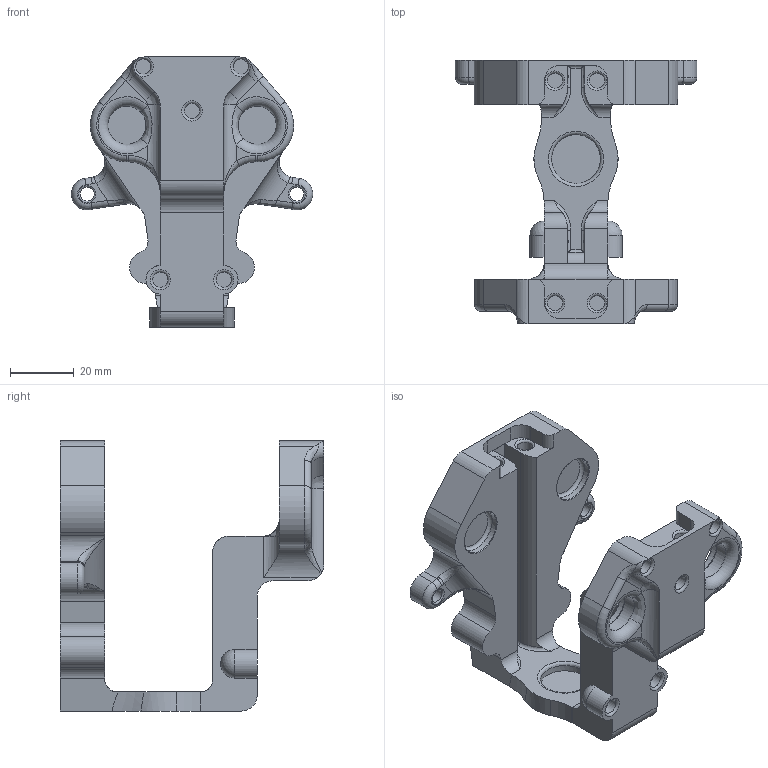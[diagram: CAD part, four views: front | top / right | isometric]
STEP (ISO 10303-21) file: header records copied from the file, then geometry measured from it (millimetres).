
FILE_DESCRIPTION(/* description */ (''),/* implementation_level */ '2;1');
FILE_NAME(/* name */ 'Main Frame.step',/* time_stamp */ '2016-11-08T21:51:05+11:00',/* author */ (''),/* organization */ (''),/* preprocessor_version */ 'ST-DEVELOPER v16.5',/* originating_system */ 'Autodesk Translation Framework v5.2.0.2031',/* authorisation */ '');
FILE_SCHEMA (('AUTOMOTIVE_DESIGN { 1 0 10303 214 3 1 1 }'));
Length unit declared in the file: centimetre
Products named in the file (2): Main Frame v23; Main Frame
Assembly tree (1 placements, depth 2):
  Main Frame v23
    Main Frame
Bounding box: 75.97 x 83 x 85 mm (x, y, z)
Volume: 81270.1 mm3; surface area: 29691.9 mm2
Topology: 1 solids, 1 shells, 250 faces, 638 edges, 401 vertices
Faces by surface type: cylinder 104, plane 78, torus 44, bspline 18, sphere 6
Full cylindrical faces by diameter (mm): 4.4 x2, 4.8 x16, 12 x2, 14.2 x4, 15.4 x1
Entity records: 8284 total; most frequent: CARTESIAN_POINT 2447, DIRECTION 1244, ORIENTED_EDGE 1132, EDGE_CURVE 566, AXIS2_PLACEMENT_3D 502, VERTEX_POINT 388, EDGE_LOOP 328, FACE_OUTER_BOUND 250
